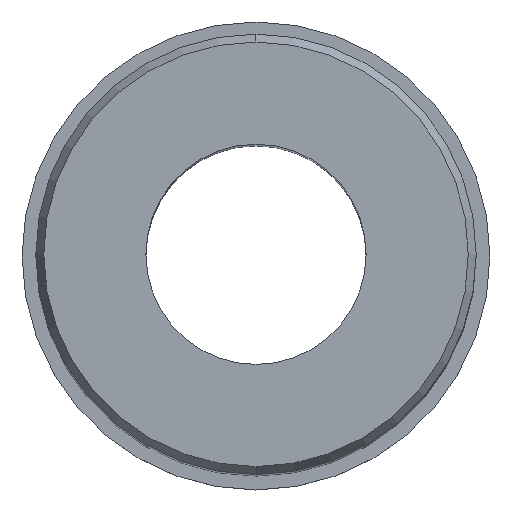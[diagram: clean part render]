
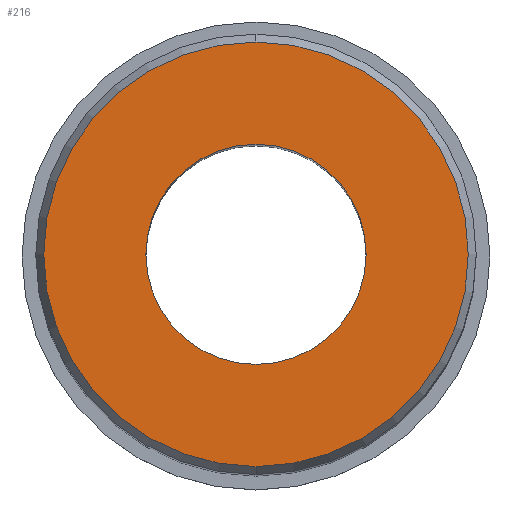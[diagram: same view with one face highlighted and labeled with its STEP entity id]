
A CAD part, top view. The second image highlights one B-rep face of the part: STEP entity #216.
In plain terms, the highlighted planar face has unit normal (0, 0, 1).
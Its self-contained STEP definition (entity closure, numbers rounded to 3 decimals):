
#130=VERTEX_POINT('NONE',#303);
#134=EDGE_CURVE('NONE',#146,#130,#307,.T.);
#146=VERTEX_POINT('NONE',#322);
#150=VERTEX_POINT('NONE',#326);
#156=EDGE_CURVE('NONE',#130,#146,#332,.T.);
#160=EDGE_CURVE('NONE',#210,#150,#336,.T.);
#190=EDGE_CURVE('NONE',#150,#210,#372,.T.);
#210=VERTEX_POINT('NONE',#394);
#216=ADVANCED_FACE('NONE',(#400,#401),#402,.T.);
#303=CARTESIAN_POINT('',(0.,7.711,36.0));
#307=CIRCLE('',#500,7.711);
#322=CARTESIAN_POINT('',(0.0,-7.711,36.0));
#326=CARTESIAN_POINT('',(0.0,-4.0,36.0));
#332=CIRCLE('',#532,7.711);
#336=CIRCLE('',#539,4.0);
#372=CIRCLE('',#581,4.0);
#394=CARTESIAN_POINT('',(0.,4.0,36.0));
#400=FACE_OUTER_BOUND('',#619,.T.);
#401=FACE_BOUND('',#620,.T.);
#402=PLANE('',#621);
#500=AXIS2_PLACEMENT_3D('',#721,#722,#723);
#532=AXIS2_PLACEMENT_3D('',#748,#749,#750);
#539=AXIS2_PLACEMENT_3D('',#752,#753,#754);
#581=AXIS2_PLACEMENT_3D('',#818,#819,#820);
#619=EDGE_LOOP('',(#848,#849));
#620=EDGE_LOOP('',(#850,#851));
#621=AXIS2_PLACEMENT_3D('',#852,#853,#854);
#721=CARTESIAN_POINT('',(0.0,0.0,36.0));
#722=DIRECTION('',(0.0,0.0,-1.0));
#723=DIRECTION('',(0.0,-1.0,0.0));
#748=CARTESIAN_POINT('',(0.0,0.0,36.0));
#749=DIRECTION('',(0.0,0.0,-1.0));
#750=DIRECTION('',(0.0,-1.0,0.0));
#752=CARTESIAN_POINT('',(0.0,0.0,36.0));
#753=DIRECTION('',(0.0,0.0,-1.0));
#754=DIRECTION('',(0.0,-1.0,0.0));
#818=CARTESIAN_POINT('',(0.0,0.0,36.0));
#819=DIRECTION('',(0.0,0.0,-1.0));
#820=DIRECTION('',(0.0,-1.0,0.0));
#848=ORIENTED_EDGE('',*,*,#134,.F.);
#849=ORIENTED_EDGE('',*,*,#156,.F.);
#850=ORIENTED_EDGE('',*,*,#190,.T.);
#851=ORIENTED_EDGE('',*,*,#160,.T.);
#852=CARTESIAN_POINT('',(-7.711,0.0,36.0));
#853=DIRECTION('',(0.0,-0.0,1.0));
#854=DIRECTION('',(0.0,1.0,0.0));
